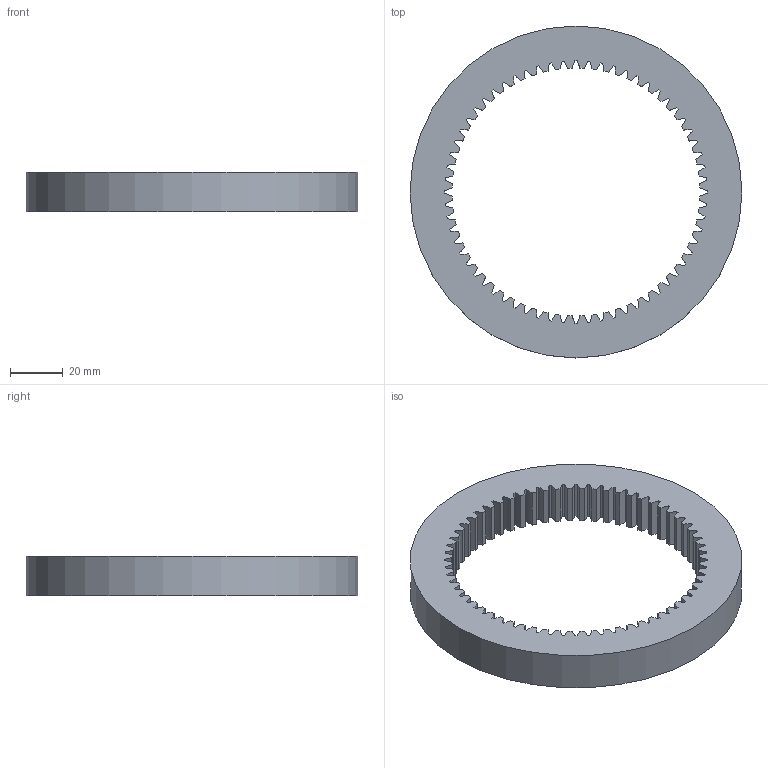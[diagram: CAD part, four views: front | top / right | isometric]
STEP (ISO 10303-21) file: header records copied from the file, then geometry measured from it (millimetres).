
FILE_DESCRIPTION(('FreeCAD Model'),'2;1');
FILE_NAME('Open CASCADE Shape Model','2026-01-17T15:37:46',('Author'),( ''),'Open CASCADE STEP processor 7.8','FreeCAD','Unknown');
FILE_SCHEMA(('AUTOMOTIVE_DESIGN { 1 0 10303 214 1 1 1 1 }'));
Length unit declared in the file: millimetre
Products named in the file (1): Body
Bounding box: 126 x 126 x 15 mm (x, y, z)
Volume: 77271.7 mm3; surface area: 24428 mm2
Topology: 1 solids, 1 shells, 259 faces, 771 edges, 514 vertices
Faces by surface type: extrusion 254, plane 4, cylinder 1
Full cylindrical faces by diameter (mm): 126 x1
Entity records: 15959 total; most frequent: CARTESIAN_POINT 9987, ORIENTED_EDGE 1542, EDGE_CURVE 771, B_SPLINE_CURVE_WITH_KNOTS 762, DIRECTION 531, VECTOR 515, VERTEX_POINT 514, FACE_BOUND 261
